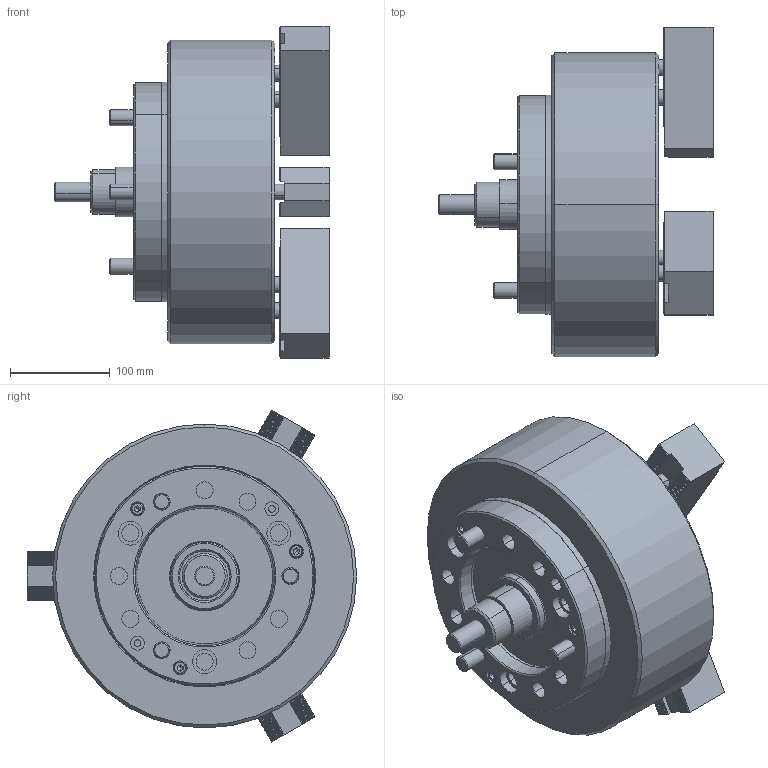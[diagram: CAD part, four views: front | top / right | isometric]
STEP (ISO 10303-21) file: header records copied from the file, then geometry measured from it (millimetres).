
FILE_DESCRIPTION (( 'STEP AP203' ), '1' );
FILE_NAME ('3V-12A8 外觀參考.STEP', '2015-05-13T06:10:40', ( 'temp' ), ( '' ), 'SwSTEP 2.0', 'SolidWorks 2011', '' );
FILE_SCHEMA (( 'CONFIG_CONTROL_DESIGN' ));
Length unit declared in the file: millimetre
Products named in the file (13): 3V-12A8 外觀參考; M8x45; M16x145; 3V-12A8法蘭; M5x12半圓頭; M16x35; 3P-10連接管螺帽; M20x90(全牙); 3V-12連接管; 3V-12防塵蓋; SJ-12H; 3V-12中仁; 3V-12本體
Assembly tree (28 placements, depth 2):
  3V-12A8 外觀參考
    3V-12A8法蘭
    M5x12半圓頭  x6
    M16x145  x3
    SJ-12H  x3
    M16x35  x6
    M8x45  x3
    3P-10連接管螺帽
    3V-12防塵蓋
    M20x90(全牙)
    3V-12連接管
    3V-12中仁
    3V-12本體
Bounding box: 274.25 x 329.25 x 332 mm (x, y, z)
Volume: 9417364.1 mm3; surface area: 729116.8 mm2
Topology: 28 solids, 28 shells, 2391 faces, 6601 edges, 4283 vertices
Faces by surface type: plane 1575, cylinder 622, cone 174, torus 20
Entity records: 30401 total; most frequent: CARTESIAN_POINT 5856, ORIENTED_EDGE 4918, DIRECTION 4528, EDGE_CURVE 2459, VECTOR 1734, LINE 1734, VERTEX_POINT 1605, AXIS2_PLACEMENT_3D 1397
